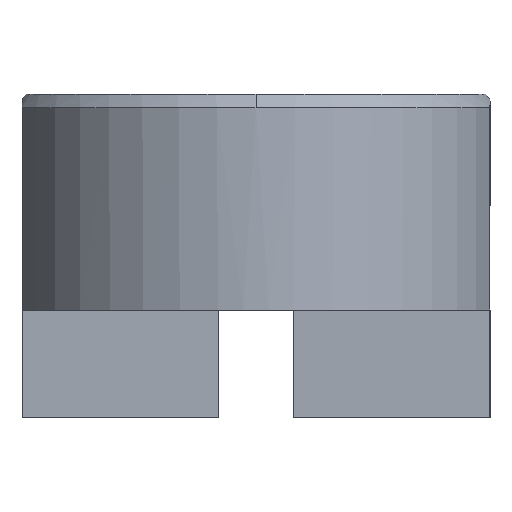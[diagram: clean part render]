
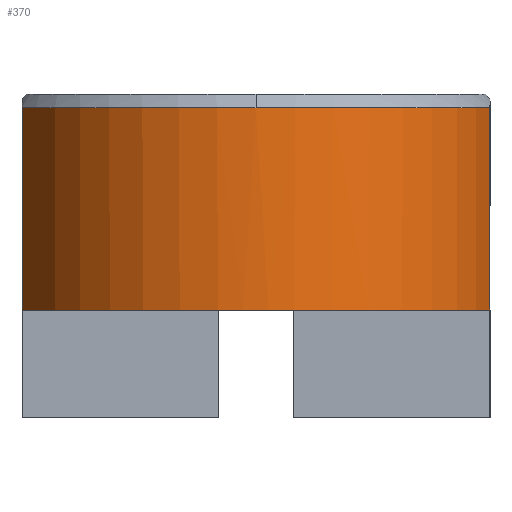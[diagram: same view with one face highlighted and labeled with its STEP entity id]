
A CAD part, left-side view. The second image highlights one B-rep face of the part: STEP entity #370.
In plain terms, the highlighted cylindrical face has radius 13.5 mm (diameter 27 mm), a partial arc.
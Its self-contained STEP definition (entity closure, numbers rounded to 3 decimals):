
#9 = VECTOR ( 'NONE', #1017, 1000. ) ;
#18 = DIRECTION ( 'NONE',  ( -1., 0., 0. ) ) ;
#119 = CARTESIAN_POINT ( 'NONE',  ( 0., 0., 6. ) ) ;
#127 = CARTESIAN_POINT ( 'NONE',  ( 0., 0., 17.25 ) ) ;
#130 = CARTESIAN_POINT ( 'NONE',  ( -3.64, 13., 6. ) ) ;
#144 = ORIENTED_EDGE ( 'NONE', *, *, #345, .T. ) ;
#147 = DIRECTION ( 'NONE',  ( 0., 0., 1. ) ) ;
#149 = FACE_OUTER_BOUND ( 'NONE', #1242, .T. ) ;
#204 = DIRECTION ( 'NONE',  ( 0., 0., -1. ) ) ;
#226 = ORIENTED_EDGE ( 'NONE', *, *, #713, .T. ) ;
#231 = VERTEX_POINT ( 'NONE', #995 ) ;
#275 = EDGE_CURVE ( 'NONE', #552, #913, #405, .T. ) ;
#288 = VERTEX_POINT ( 'NONE', #888 ) ;
#295 = VERTEX_POINT ( 'NONE', #585 ) ;
#301 = DIRECTION ( 'NONE',  ( 1., 0., 0. ) ) ;
#325 = CARTESIAN_POINT ( 'NONE',  ( 0., 0., 17.25 ) ) ;
#334 = LINE ( 'NONE', #130, #9 ) ;
#338 = EDGE_CURVE ( 'NONE', #716, #231, #334, .T. ) ;
#345 = EDGE_CURVE ( 'NONE', #583, #295, #481, .T. ) ;
#361 = EDGE_CURVE ( 'NONE', #288, #913, #988, .T. ) ;
#370 = ADVANCED_FACE ( 'NONE', ( #149 ), #1192, .T. ) ;
#405 = CIRCLE ( 'NONE', #926, 13.5 ) ;
#417 = CARTESIAN_POINT ( 'NONE',  ( -3.64, 13., 6. ) ) ;
#433 = LINE ( 'NONE', #1112, #847 ) ;
#440 = CARTESIAN_POINT ( 'NONE',  ( 0., 0., 6. ) ) ;
#481 = CIRCLE ( 'NONE', #703, 13.5 ) ;
#483 = ORIENTED_EDGE ( 'NONE', *, *, #361, .T. ) ;
#502 = ORIENTED_EDGE ( 'NONE', *, *, #338, .F. ) ;
#504 = CARTESIAN_POINT ( 'NONE',  ( 0., 0., 6. ) ) ;
#522 = DIRECTION ( 'NONE',  ( 1., 0., 0. ) ) ;
#548 = CARTESIAN_POINT ( 'NONE',  ( -13.336, -2.1, 6. ) ) ;
#552 = VERTEX_POINT ( 'NONE', #1061 ) ;
#574 = ORIENTED_EDGE ( 'NONE', *, *, #627, .F. ) ;
#576 = DIRECTION ( 'NONE',  ( 0., 0., -1. ) ) ;
#583 = VERTEX_POINT ( 'NONE', #680 ) ;
#585 = CARTESIAN_POINT ( 'NONE',  ( -13.5, 0., 17.25 ) ) ;
#627 = EDGE_CURVE ( 'NONE', #288, #716, #1144, .T. ) ;
#680 = CARTESIAN_POINT ( 'NONE',  ( -3.64, -13., 17.25 ) ) ;
#686 = ORIENTED_EDGE ( 'NONE', *, *, #1149, .T. ) ;
#703 = AXIS2_PLACEMENT_3D ( 'NONE', #325, #718, #1104 ) ;
#713 = EDGE_CURVE ( 'NONE', #552, #583, #433, .T. ) ;
#716 = VERTEX_POINT ( 'NONE', #417 ) ;
#718 = DIRECTION ( 'NONE',  ( 0., 0., -1. ) ) ;
#721 = DIRECTION ( 'NONE',  ( 0., 0., -1. ) ) ;
#723 = AXIS2_PLACEMENT_3D ( 'NONE', #1097, #1117, #915 ) ;
#764 = AXIS2_PLACEMENT_3D ( 'NONE', #440, #830, #522 ) ;
#807 = AXIS2_PLACEMENT_3D ( 'NONE', #504, #204, #1175 ) ;
#830 = DIRECTION ( 'NONE',  ( 0., 0., 1. ) ) ;
#847 = VECTOR ( 'NONE', #147, 1000. ) ;
#888 = CARTESIAN_POINT ( 'NONE',  ( -13.336, 2.1, 6. ) ) ;
#913 = VERTEX_POINT ( 'NONE', #548 ) ;
#915 = DIRECTION ( 'NONE',  ( 0., -1., 0. ) ) ;
#926 = AXIS2_PLACEMENT_3D ( 'NONE', #119, #576, #301 ) ;
#949 = AXIS2_PLACEMENT_3D ( 'NONE', #127, #721, #18 ) ;
#988 = CIRCLE ( 'NONE', #723, 13.5 ) ;
#995 = CARTESIAN_POINT ( 'NONE',  ( -3.64, 13., 17.25 ) ) ;
#1017 = DIRECTION ( 'NONE',  ( 0., 0., 1. ) ) ;
#1061 = CARTESIAN_POINT ( 'NONE',  ( -3.64, -13., 6. ) ) ;
#1097 = CARTESIAN_POINT ( 'NONE',  ( 0., 0., 6. ) ) ;
#1104 = DIRECTION ( 'NONE',  ( -1., 0., 0. ) ) ;
#1112 = CARTESIAN_POINT ( 'NONE',  ( -3.64, -13., 6. ) ) ;
#1117 = DIRECTION ( 'NONE',  ( 0., 0., 1. ) ) ;
#1144 = CIRCLE ( 'NONE', #807, 13.5 ) ;
#1149 = EDGE_CURVE ( 'NONE', #295, #231, #1170, .T. ) ;
#1170 = CIRCLE ( 'NONE', #949, 13.5 ) ;
#1175 = DIRECTION ( 'NONE',  ( 1., 0., 0. ) ) ;
#1192 = CYLINDRICAL_SURFACE ( 'NONE', #764, 13.5 ) ;
#1209 = ORIENTED_EDGE ( 'NONE', *, *, #275, .F. ) ;
#1242 = EDGE_LOOP ( 'NONE', ( #226, #144, #686, #502, #574, #483, #1209 ) ) ;
